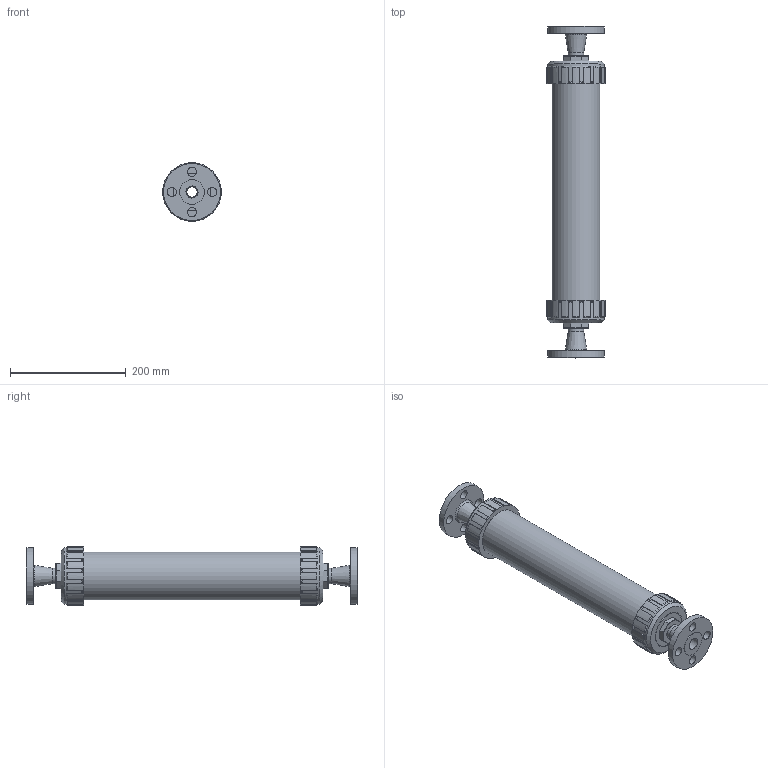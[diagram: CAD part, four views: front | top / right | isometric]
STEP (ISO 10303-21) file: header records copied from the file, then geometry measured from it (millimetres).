
FILE_DESCRIPTION((''),'2;1');
FILE_NAME('CVG-1000-SS-75F_R0.iam.stp','2016-10-28T12:29:19',(''),(''),'Autodesk Inventor 2009','Autodesk Inventor 2009','');
FILE_SCHEMA(('AUTOMOTIVE_DESIGN { 1 0 10303 214 1 1 1 1 }'));
Length unit declared in the file: inch
Products named in the file (6): CVG-1000-SS-75F_R0; CVG-3-1000-METAL-S-75_R1; CVG-6-1000; CVG-1-1000-A_R0; CVG-2-1000_R5; FLG-RF75-WN-CL150
Assembly tree (8 placements, depth 2):
  CVG-1000-SS-75F_R0
    CVG-3-1000-METAL-S-75_R1  x2
    CVG-6-1000  x2
    CVG-1-1000-A_R0
    CVG-2-1000_R5
    FLG-RF75-WN-CL150  x2
Bounding box: 101.35 x 574.55 x 101.35 mm (x, y, z)
Volume: 1108299.8 mm3; surface area: 542231.4 mm2
Topology: 8 solids, 8 shells, 352 faces, 832 edges, 522 vertices
Faces by surface type: plane 142, cone 106, cylinder 85, bspline 15, torus 4
Full cylindrical faces by diameter (mm): 15.748 x8, 17.831 x2, 20.93 x2, 22.352 x2, 26.67 x2, 42.926 x2, 52.121 x2, 57.201 x2, 59.207 x1, 63.5 x2, 64.008 x1, 65.278 x2, 65.659 x2, 71.145 x2, 74.549 x6, 75.819 x1, 78.41 x2, 79.929 x16, 82.931 x17, 98.298 x2, 98.552 x2, 101.346 x2
Entity records: 13845 total; most frequent: CARTESIAN_POINT 9387, DIRECTION 910, ORIENTED_EDGE 768, EDGE_CURVE 384, AXIS2_PLACEMENT_3D 364, EDGE_LOOP 290, VERTEX_POINT 282, FACE_OUTER_BOUND 192
